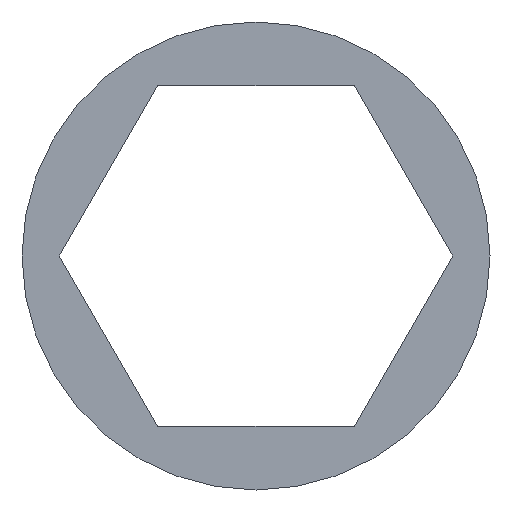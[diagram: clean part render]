
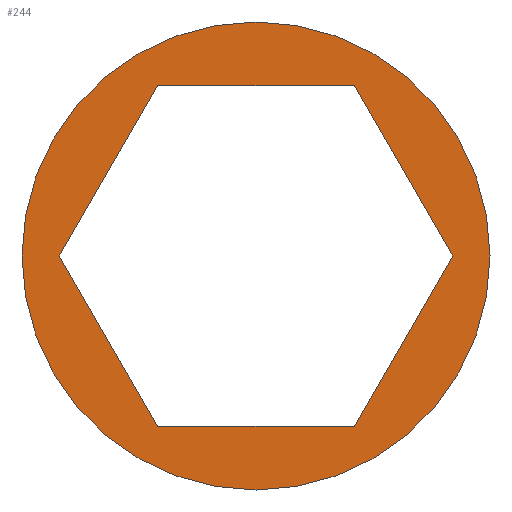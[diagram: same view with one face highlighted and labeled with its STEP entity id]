
A CAD part, front view. The second image highlights one B-rep face of the part: STEP entity #244.
In plain terms, the highlighted planar face has unit normal (0, -1, 0).
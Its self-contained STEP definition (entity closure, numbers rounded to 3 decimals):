
#1 = CARTESIAN_POINT ( 'NONE',  ( -7.563, 0., 0. ) ) ;
#6 = DIRECTION ( 'NONE',  ( 0., 1., 0. ) ) ;
#7 = VERTEX_POINT ( 'NONE', #175 ) ;
#12 = VERTEX_POINT ( 'NONE', #288 ) ;
#16 = ORIENTED_EDGE ( 'NONE', *, *, #291, .T. ) ;
#18 = AXIS2_PLACEMENT_3D ( 'NONE', #293, #109, #269 ) ;
#22 = LINE ( 'NONE', #132, #211 ) ;
#24 = DIRECTION ( 'NONE',  ( -0.5, 0., -0.866 ) ) ;
#25 = CARTESIAN_POINT ( 'NONE',  ( 7.563, 0., 0. ) ) ;
#27 = PLANE ( 'NONE',  #170 ) ;
#36 = CARTESIAN_POINT ( 'NONE',  ( -3.782, 0., -6.55 ) ) ;
#39 = DIRECTION ( 'NONE',  ( 0.5, 0., -0.866 ) ) ;
#43 = EDGE_CURVE ( 'NONE', #7, #315, #67, .T. ) ;
#47 = AXIS2_PLACEMENT_3D ( 'NONE', #115, #6, #71 ) ;
#49 = CARTESIAN_POINT ( 'NONE',  ( 7.563, 0., 0. ) ) ;
#51 = EDGE_LOOP ( 'NONE', ( #55, #116, #305, #142, #208, #16 ) ) ;
#52 = ORIENTED_EDGE ( 'NONE', *, *, #250, .F. ) ;
#55 = ORIENTED_EDGE ( 'NONE', *, *, #99, .T. ) ;
#67 = LINE ( 'NONE', #296, #302 ) ;
#71 = DIRECTION ( 'NONE',  ( 0., 0., 1. ) ) ;
#82 = VECTOR ( 'NONE', #24, 1000. ) ;
#97 = ORIENTED_EDGE ( 'NONE', *, *, #130, .F. ) ;
#99 = EDGE_CURVE ( 'NONE', #246, #202, #22, .T. ) ;
#106 = VERTEX_POINT ( 'NONE', #183 ) ;
#109 = DIRECTION ( 'NONE',  ( 0., 1., 0. ) ) ;
#115 = CARTESIAN_POINT ( 'NONE',  ( 0., 0., 0. ) ) ;
#116 = ORIENTED_EDGE ( 'NONE', *, *, #177, .T. ) ;
#125 = DIRECTION ( 'NONE',  ( 1., 0., 0. ) ) ;
#130 = EDGE_CURVE ( 'NONE', #12, #188, #256, .T. ) ;
#131 = EDGE_LOOP ( 'NONE', ( #52, #97 ) ) ;
#132 = CARTESIAN_POINT ( 'NONE',  ( 3.782, 0., 6.55 ) ) ;
#138 = DIRECTION ( 'NONE',  ( -0.5, 0., 0.866 ) ) ;
#139 = FACE_OUTER_BOUND ( 'NONE', #131, .T. ) ;
#142 = ORIENTED_EDGE ( 'NONE', *, *, #204, .T. ) ;
#145 = DIRECTION ( 'NONE',  ( 0., 0., 1. ) ) ;
#147 = LINE ( 'NONE', #203, #226 ) ;
#163 = CARTESIAN_POINT ( 'NONE',  ( 0., 0., -9. ) ) ;
#164 = DIRECTION ( 'NONE',  ( 0.5, 0., 0.866 ) ) ;
#167 = DIRECTION ( 'NONE',  ( 0., 1., 0. ) ) ;
#170 = AXIS2_PLACEMENT_3D ( 'NONE', #309, #167, #145 ) ;
#175 = CARTESIAN_POINT ( 'NONE',  ( 3.782, 0., -6.55 ) ) ;
#177 = EDGE_CURVE ( 'NONE', #202, #7, #205, .T. ) ;
#182 = CIRCLE ( 'NONE', #47, 9. ) ;
#183 = CARTESIAN_POINT ( 'NONE',  ( -7.563, 0., 0. ) ) ;
#188 = VERTEX_POINT ( 'NONE', #163 ) ;
#193 = VERTEX_POINT ( 'NONE', #242 ) ;
#202 = VERTEX_POINT ( 'NONE', #49 ) ;
#203 = CARTESIAN_POINT ( 'NONE',  ( -3.782, 0., 6.55 ) ) ;
#204 = EDGE_CURVE ( 'NONE', #315, #106, #247, .T. ) ;
#205 = LINE ( 'NONE', #25, #82 ) ;
#208 = ORIENTED_EDGE ( 'NONE', *, *, #232, .T. ) ;
#211 = VECTOR ( 'NONE', #39, 1000. ) ;
#226 = VECTOR ( 'NONE', #125, 1000. ) ;
#232 = EDGE_CURVE ( 'NONE', #106, #193, #281, .T. ) ;
#242 = CARTESIAN_POINT ( 'NONE',  ( -3.782, 0., 6.55 ) ) ;
#244 = ADVANCED_FACE ( 'NONE', ( #139, #245 ), #27, .F. ) ;
#245 = FACE_BOUND ( 'NONE', #51, .T. ) ;
#246 = VERTEX_POINT ( 'NONE', #307 ) ;
#247 = LINE ( 'NONE', #304, #263 ) ;
#250 = EDGE_CURVE ( 'NONE', #188, #12, #182, .T. ) ;
#256 = CIRCLE ( 'NONE', #18, 9. ) ;
#263 = VECTOR ( 'NONE', #138, 1000. ) ;
#269 = DIRECTION ( 'NONE',  ( 0., 0., 1. ) ) ;
#272 = DIRECTION ( 'NONE',  ( -1., 0., 0. ) ) ;
#281 = LINE ( 'NONE', #1, #324 ) ;
#288 = CARTESIAN_POINT ( 'NONE',  ( 0., 0., 9. ) ) ;
#291 = EDGE_CURVE ( 'NONE', #193, #246, #147, .T. ) ;
#293 = CARTESIAN_POINT ( 'NONE',  ( 0., 0., 0. ) ) ;
#296 = CARTESIAN_POINT ( 'NONE',  ( 3.782, 0., -6.55 ) ) ;
#302 = VECTOR ( 'NONE', #272, 1000. ) ;
#304 = CARTESIAN_POINT ( 'NONE',  ( -3.782, 0., -6.55 ) ) ;
#305 = ORIENTED_EDGE ( 'NONE', *, *, #43, .T. ) ;
#307 = CARTESIAN_POINT ( 'NONE',  ( 3.782, 0., 6.55 ) ) ;
#309 = CARTESIAN_POINT ( 'NONE',  ( 0., 0., 0. ) ) ;
#315 = VERTEX_POINT ( 'NONE', #36 ) ;
#324 = VECTOR ( 'NONE', #164, 1000. ) ;
